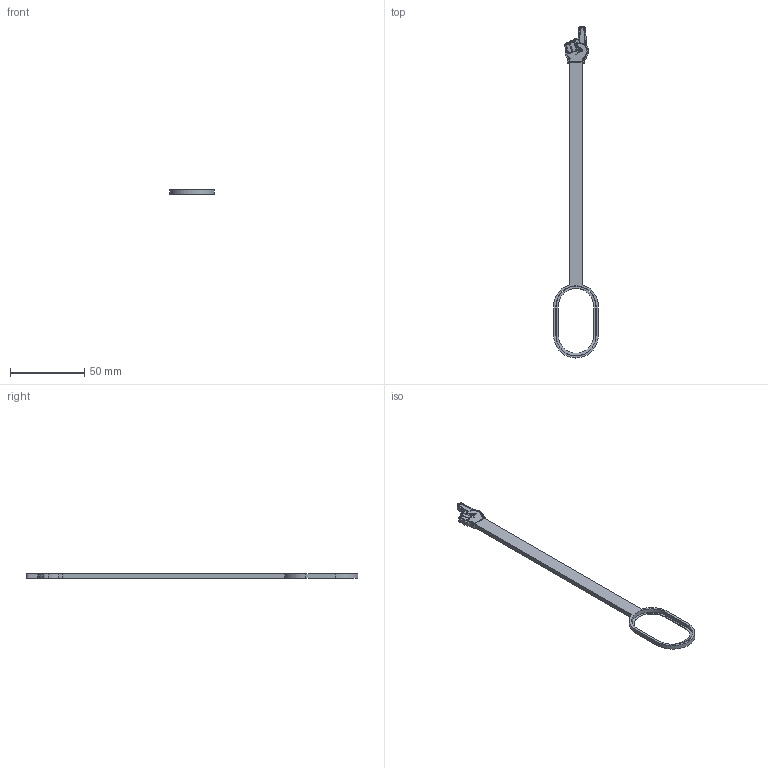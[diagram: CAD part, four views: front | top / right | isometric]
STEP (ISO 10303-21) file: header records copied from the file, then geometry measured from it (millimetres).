
FILE_DESCRIPTION(/* description */ (''),/* implementation_level */ '2;1');
FILE_NAME(/* name */ 'Pointing-Finger3',/* time_stamp */ '2025-01-24T14:58:40+01:00',/* author */ (''),/* organization */ (''),/* preprocessor_version */ 'ST-DEVELOPER v19.2',/* originating_system */ 'Rhino 8.15',/* authorisation */ '');
FILE_SCHEMA (('CONFIG_CONTROL_DESIGN'));
Length unit declared in the file: millimetre
Products named in the file (1): Document
Bounding box: 30 x 223.33 x 3.04 mm (x, y, z)
Volume: 5481.3 mm3; surface area: 6305.4 mm2
Topology: 1 solids, 1 shells, 170 faces, 468 edges, 310 vertices
Faces by surface type: bspline 111, plane 49, cylinder 10
Entity records: 8181 total; most frequent: CARTESIAN_POINT 5017, ORIENTED_EDGE 936, EDGE_CURVE 468, B_SPLINE_CURVE_WITH_KNOTS 438, VERTEX_POINT 310, EDGE_LOOP 186, ADVANCED_FACE 170, FACE_OUTER_BOUND 170
